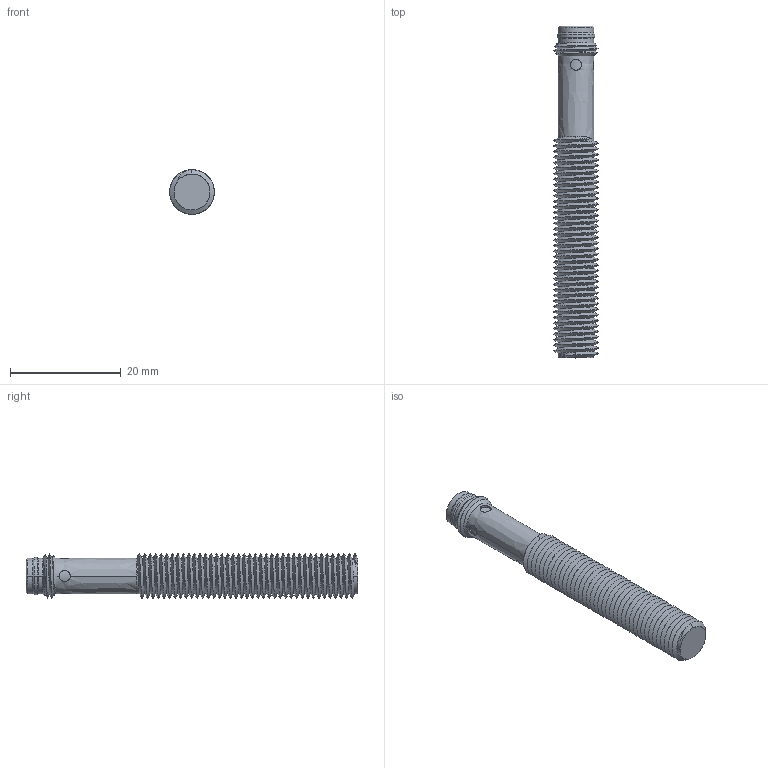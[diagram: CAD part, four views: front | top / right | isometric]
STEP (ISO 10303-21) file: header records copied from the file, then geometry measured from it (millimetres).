
FILE_DESCRIPTION(('FreeCAD Model'),'2;1');
FILE_NAME('FCU1-0801X-XCU3.stp','2021-12-07T13:41:24',( 'Author'),(''),'Open CASCADE STEP processor 7.3','FreeCAD','Unknown' );
FILE_SCHEMA(('AUTOMOTIVE_DESIGN { 1 0 10303 214 1 1 1 1 }'));
Length unit declared in the file: millimetre
Products named in the file (1): FCU1-0801X-XCU3
Bounding box: 8.06 x 60 x 8.06 mm (x, y, z)
Surface area: 3111.1 mm2 (no closed solid volume)
Topology: 0 solids, 1 shells, 142 faces, 325 edges, 182 vertices
Faces by surface type: bspline 142
Entity records: 22212 total; most frequent: CARTESIAN_POINT 16794, ORIENTED_EDGE 714, PCURVE 635, DEFINITIONAL_REPRESENTATION 635, B_SPLINE_CURVE_WITH_KNOTS 632, EDGE_CURVE 318, SURFACE_CURVE 318, VERTEX_POINT 182
